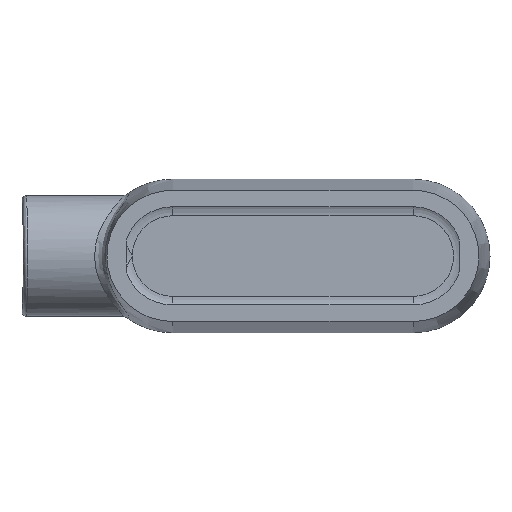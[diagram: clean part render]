
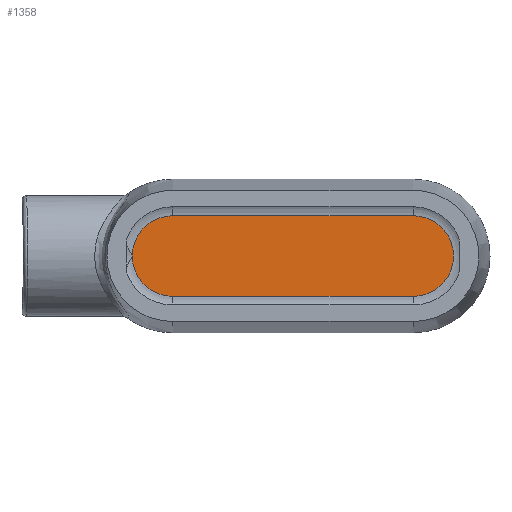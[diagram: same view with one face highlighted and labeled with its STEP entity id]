
A CAD part, top view. The second image highlights one B-rep face of the part: STEP entity #1358.
In plain terms, the highlighted planar face has unit normal (0, 0, 1).
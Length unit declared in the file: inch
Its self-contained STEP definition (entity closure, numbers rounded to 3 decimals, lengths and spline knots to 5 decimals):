
#86=PLANE('',#1523);
#169=FACE_OUTER_BOUND('',#250,.T.);
#250=EDGE_LOOP('',(#1172,#1173,#1174,#1175,#1176));
#346=LINE('',#3170,#424);
#347=LINE('',#3173,#425);
#424=VECTOR('',#1867,2.75);
#425=VECTOR('',#1870,2.75);
#522=CIRCLE('',#1512,0.46055);
#525=CIRCLE('',#1516,0.46055);
#527=CIRCLE('',#1524,0.46055);
#568=VERTEX_POINT('',#2081);
#653=VERTEX_POINT('',#3149);
#654=VERTEX_POINT('',#3153);
#657=VERTEX_POINT('',#3169);
#658=VERTEX_POINT('',#3171);
#832=EDGE_CURVE('',#568,#653,#522,.F.);
#835=EDGE_CURVE('',#654,#568,#525,.F.);
#842=EDGE_CURVE('',#657,#654,#346,.T.);
#843=EDGE_CURVE('',#658,#657,#527,.F.);
#844=EDGE_CURVE('',#653,#658,#347,.T.);
#1172=ORIENTED_EDGE('',*,*,#832,.F.);
#1173=ORIENTED_EDGE('',*,*,#835,.F.);
#1174=ORIENTED_EDGE('',*,*,#842,.F.);
#1175=ORIENTED_EDGE('',*,*,#843,.F.);
#1176=ORIENTED_EDGE('',*,*,#844,.F.);
#1358=ADVANCED_FACE('',(#169),#86,.T.);
#1512=AXIS2_PLACEMENT_3D('',#3150,#1839,#1840);
#1516=AXIS2_PLACEMENT_3D('',#3155,#1847,#1848);
#1523=AXIS2_PLACEMENT_3D('',#3168,#1865,#1866);
#1524=AXIS2_PLACEMENT_3D('',#3172,#1868,#1869);
#1839=DIRECTION('center_axis',(0.,0.,1.));
#1840=DIRECTION('ref_axis',(1.,0.,0.));
#1847=DIRECTION('center_axis',(0.,0.,1.));
#1848=DIRECTION('ref_axis',(1.,0.,0.));
#1865=DIRECTION('center_axis',(0.,0.,1.));
#1866=DIRECTION('ref_axis',(1.,0.,0.));
#1867=DIRECTION('',(-1.,0.,0.));
#1868=DIRECTION('center_axis',(0.,0.,1.));
#1869=DIRECTION('ref_axis',(1.,0.,0.));
#1870=DIRECTION('',(1.,0.,0.));
#2081=CARTESIAN_POINT('',(-1.83555,0.,-0.5625));
#3149=CARTESIAN_POINT('',(-1.375,0.46055,-0.5625));
#3150=CARTESIAN_POINT('Origin',(-1.375,0.,-0.5625));
#3153=CARTESIAN_POINT('',(-1.375,-0.46055,-0.5625));
#3155=CARTESIAN_POINT('Origin',(-1.375,0.,-0.5625));
#3168=CARTESIAN_POINT('Origin',(1.375,0.,-0.5625));
#3169=CARTESIAN_POINT('',(1.375,-0.46055,-0.5625));
#3170=CARTESIAN_POINT('',(1.375,-0.46055,-0.5625));
#3171=CARTESIAN_POINT('',(1.375,0.46055,-0.5625));
#3172=CARTESIAN_POINT('Origin',(1.375,0.,-0.5625));
#3173=CARTESIAN_POINT('',(-1.375,0.46055,-0.5625));
